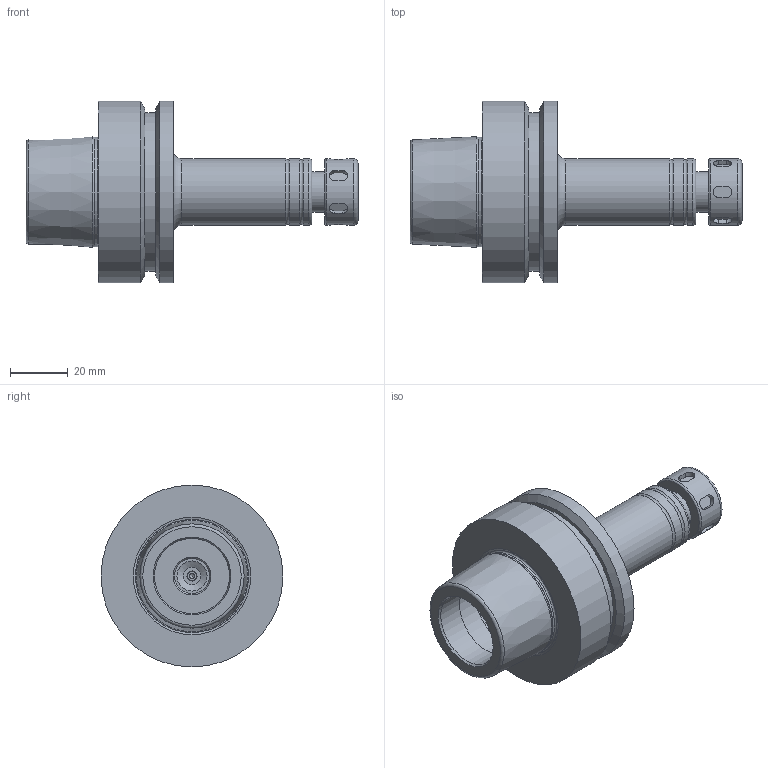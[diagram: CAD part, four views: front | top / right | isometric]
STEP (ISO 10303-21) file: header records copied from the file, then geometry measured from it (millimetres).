
FILE_DESCRIPTION((''),'2;1');
FILE_NAME('536065107090 HSK63F-HDC07A-90-3D.stp','2023-02-02T08:35:28',('nttooll'),(''),'Autodesk Inventor 2012','Autodesk Inventor 2012','');
FILE_SCHEMA(('AUTOMOTIVE_DESIGN { 1 0 10303 214 1 1 1 1 }'));
Length unit declared in the file: millimetre
Products named in the file (1): 536065107090 HSK63F-HDC07A-90-3D
Bounding box: 115 x 63 x 63 mm (x, y, z)
Volume: 103385.6 mm3; surface area: 26167 mm2
Topology: 1 solids, 1 shells, 114 faces, 214 edges, 132 vertices
Faces by surface type: plane 44, cylinder 41, cone 19, torus 10
Full cylindrical faces by diameter (mm): 1.7 x1, 3 x1, 3.5 x1, 5.745 x1, 6 x1, 7 x2, 7.3 x1, 8 x2, 8.5 x1, 8.79 x1, 9.7 x1, 12 x1, 12.1 x1, 14 x2, 17 x1, 23 x4, 26 x2, 32 x1, 37.9 x1, 55 x1, 63 x2
Entity records: 2744 total; most frequent: CARTESIAN_POINT 605, DIRECTION 468, ORIENTED_EDGE 310, AXIS2_PLACEMENT_3D 210, EDGE_LOOP 202, EDGE_CURVE 155, VERTEX_POINT 131, FACE_OUTER_BOUND 114
